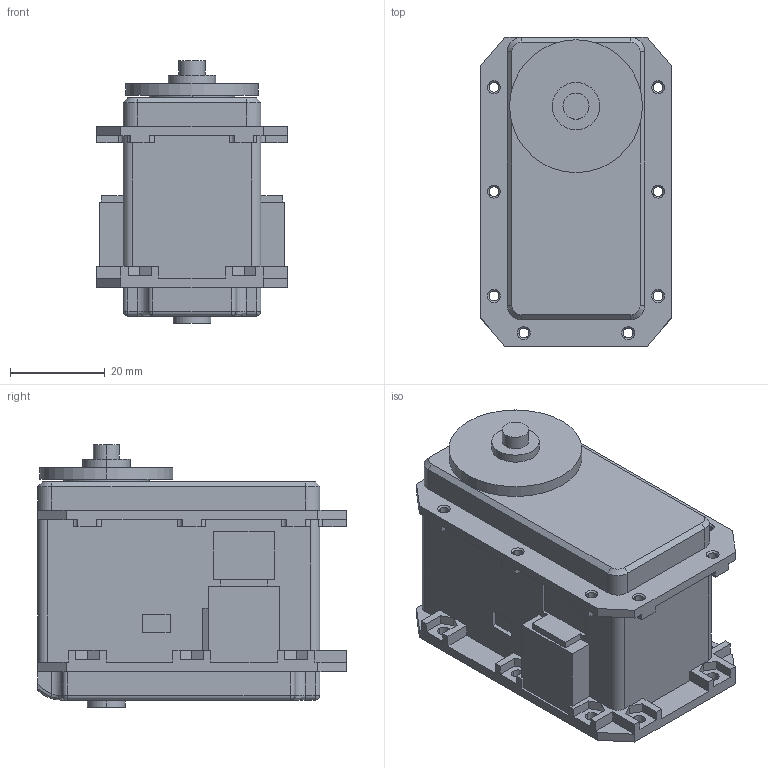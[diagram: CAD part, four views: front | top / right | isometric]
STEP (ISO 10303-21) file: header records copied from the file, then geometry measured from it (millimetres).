
FILE_DESCRIPTION (( 'STEP AP203' ), '1' );
FILE_NAME ('MX-106T_Default_sldprt.STEP', '2019-11-22T17:57:25', ( 'Windows-bruger' ), ( '' ), 'SwSTEP 2.0', 'SolidWorks 2018', '' );
FILE_SCHEMA (( 'CONFIG_CONTROL_DESIGN' ));
Length unit declared in the file: millimetre
Products named in the file (1): MX-106T_Default_sldprt
Bounding box: 40.2 x 65.1 x 55.3 mm (x, y, z)
Volume: 86495.9 mm3; surface area: 16855.8 mm2
Topology: 1 solids, 1 shells, 328 faces, 883 edges, 566 vertices
Faces by surface type: plane 201, cylinder 93, cone 20, bspline 14
Entity records: 10570 total; most frequent: CARTESIAN_POINT 2132, ORIENTED_EDGE 1766, DIRECTION 1705, EDGE_CURVE 883, LINE 655, VECTOR 655, VERTEX_POINT 566, AXIS2_PLACEMENT_3D 525
